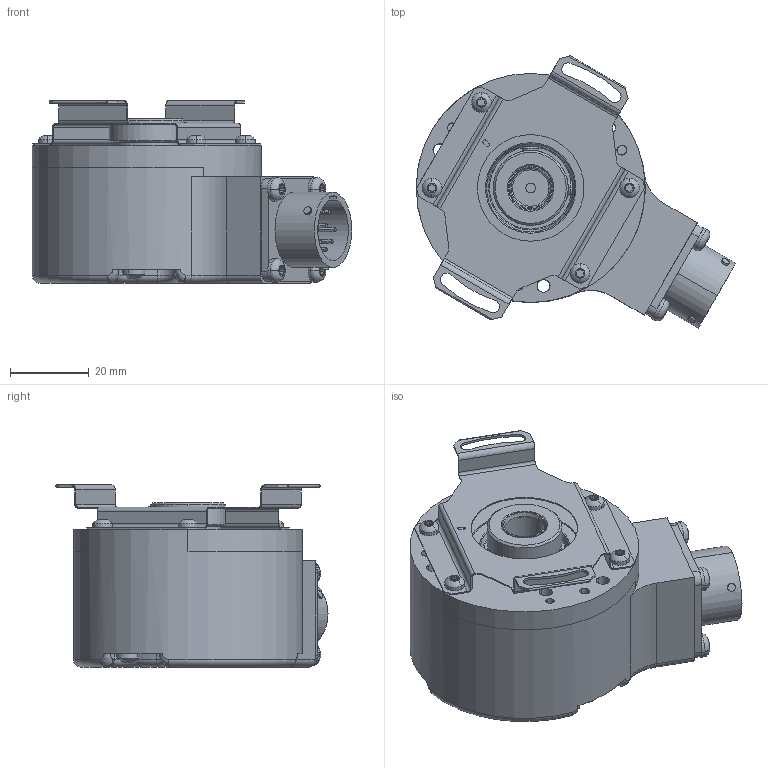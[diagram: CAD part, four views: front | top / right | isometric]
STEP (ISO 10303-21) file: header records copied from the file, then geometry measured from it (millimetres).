
FILE_DESCRIPTION((''),'2;1');
FILE_NAME('643348','2010-10-14T',('se2802'),(''),'PRO/ENGINEER BY PARAMETRIC TECHNOLOGY CORPORATION, 2010180','PRO/ENGINEER BY PARAMETRIC TECHNOLOGY CORPORATION, 2010180','');
FILE_SCHEMA(('CONFIG_CONTROL_DESIGN'));
Length unit declared in the file: millimetre
Products named in the file (1): 643348
Bounding box: 80.95 x 68.92 x 46.2 mm (x, y, z)
Volume: 63573.3 mm3; surface area: 43330.9 mm2
Topology: 1 solids, 3 shells, 1343 faces, 3689 edges, 2312 vertices
Faces by surface type: cylinder 623, plane 467, cone 109, torus 106, sphere 22, bspline 14, revolution 2
Entity records: 46296 total; most frequent: CARTESIAN_POINT 10898, DIRECTION 8005, ORIENTED_EDGE 7334, EDGE_CURVE 3667, AXIS2_PLACEMENT_3D 3215, VERTEX_POINT 2313, CIRCLE 1888, VECTOR 1573
